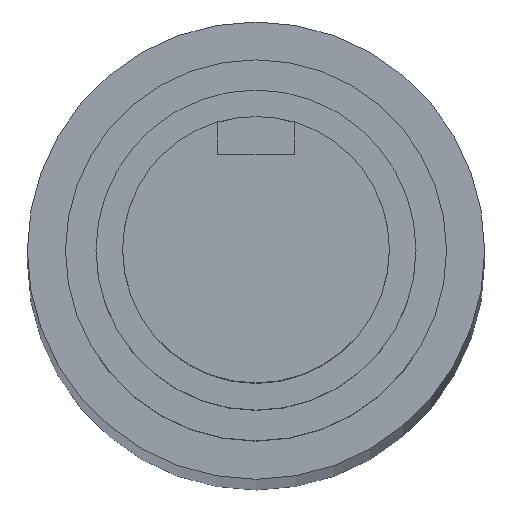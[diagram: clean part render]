
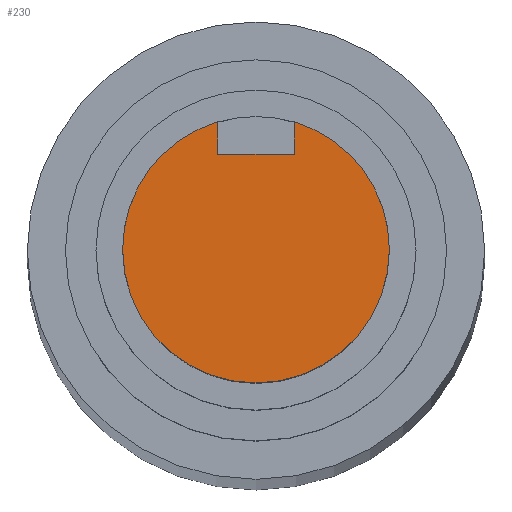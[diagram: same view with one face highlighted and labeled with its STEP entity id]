
A CAD part, top view. The second image highlights one B-rep face of the part: STEP entity #230.
In plain terms, the highlighted planar face has unit normal (0, 0, 1).
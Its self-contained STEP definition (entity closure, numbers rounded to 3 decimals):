
#1=DIRECTION('',(0.,-1.,0.));
#2=VECTOR('',#1,4.271);
#3=CARTESIAN_POINT('',(-5.,16.771,43.));
#4=LINE('',#3,#2);
#5=DIRECTION('',(0.,1.,0.));
#6=VECTOR('',#5,4.271);
#7=CARTESIAN_POINT('',(5.,12.5,43.));
#8=LINE('',#7,#6);
#9=CARTESIAN_POINT('',(0.,0.,43.));
#10=DIRECTION('',(0.,0.,1.));
#11=DIRECTION('',(1.,0.,0.));
#12=AXIS2_PLACEMENT_3D('',#9,#10,#11);
#14=CARTESIAN_POINT('',(0.,0.,43.));
#15=DIRECTION('',(0.,0.,1.));
#16=DIRECTION('',(-1.,0.,0.));
#17=AXIS2_PLACEMENT_3D('',#14,#15,#16);
#19=CARTESIAN_POINT('',(0.,0.,43.));
#20=DIRECTION('',(0.,0.,1.));
#21=DIRECTION('',(-0.286,0.958,0.));
#22=AXIS2_PLACEMENT_3D('',#19,#20,#21);
#62=DIRECTION('',(-1.,0.,0.));
#63=VECTOR('',#62,10.);
#64=CARTESIAN_POINT('',(5.,12.5,43.));
#65=LINE('',#64,#63);
#163=CARTESIAN_POINT('',(-17.5,0.,43.));
#164=CARTESIAN_POINT('',(17.5,0.,43.));
#165=VERTEX_POINT('',#163);
#166=VERTEX_POINT('',#164);
#195=CARTESIAN_POINT('',(-5.,16.771,43.));
#196=CARTESIAN_POINT('',(-5.,12.5,43.));
#197=VERTEX_POINT('',#195);
#198=VERTEX_POINT('',#196);
#199=CARTESIAN_POINT('',(5.,12.5,43.));
#200=CARTESIAN_POINT('',(5.,16.771,43.));
#201=VERTEX_POINT('',#199);
#202=VERTEX_POINT('',#200);
#211=CARTESIAN_POINT('',(0.,0.,43.));
#212=DIRECTION('',(0.,0.,1.));
#213=DIRECTION('',(1.,0.,0.));
#214=AXIS2_PLACEMENT_3D('',#211,#212,#213);
#215=PLANE('',#214);
#217=ORIENTED_EDGE('',*,*,#216,.T.);
#219=ORIENTED_EDGE('',*,*,#218,.F.);
#221=ORIENTED_EDGE('',*,*,#220,.T.);
#223=ORIENTED_EDGE('',*,*,#222,.F.);
#225=ORIENTED_EDGE('',*,*,#224,.F.);
#227=ORIENTED_EDGE('',*,*,#226,.F.);
#228=EDGE_LOOP('',(#217,#219,#221,#223,#225,#227));
#229=FACE_OUTER_BOUND('',#228,.F.);
#230=ADVANCED_FACE('',(#229),#215,.T.);
#13=CIRCLE('',#12,17.5);
#18=CIRCLE('',#17,17.5);
#23=CIRCLE('',#22,17.5);
#216=EDGE_CURVE('',#197,#198,#4,.T.);
#218=EDGE_CURVE('',#201,#198,#65,.T.);
#220=EDGE_CURVE('',#201,#202,#8,.T.);
#222=EDGE_CURVE('',#166,#202,#13,.T.);
#224=EDGE_CURVE('',#165,#166,#18,.T.);
#226=EDGE_CURVE('',#197,#165,#23,.T.);
